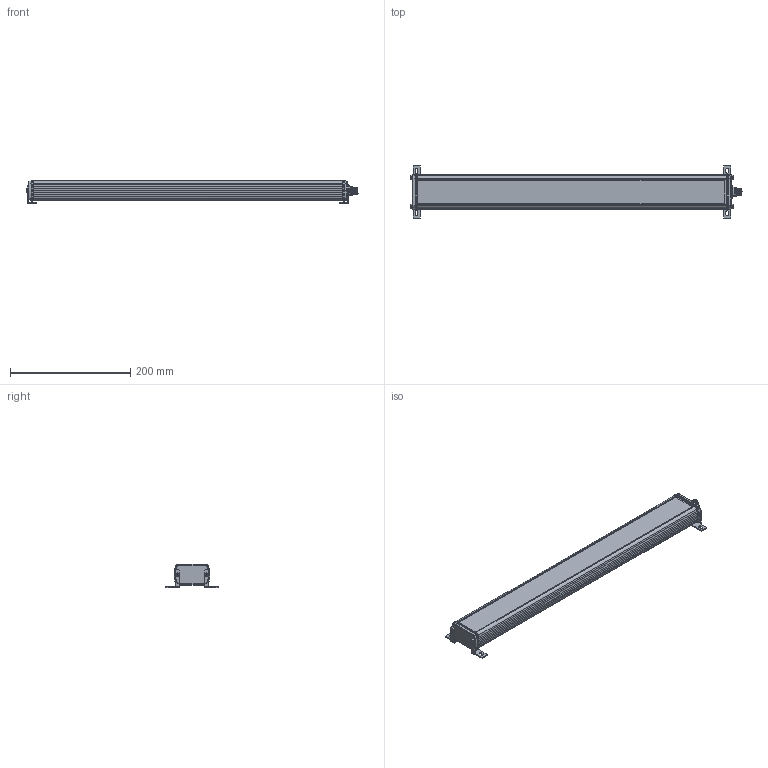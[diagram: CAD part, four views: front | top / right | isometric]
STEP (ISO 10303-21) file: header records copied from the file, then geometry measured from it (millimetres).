
FILE_DESCRIPTION (( 'STEP AP203' ), '1' );
FILE_NAME ('ODC 480-xx QD (No Mounting Bracket).STEP', '2023-02-26T18:43:17', ( '' ), ( '' ), 'SwSTEP 2.0', 'SolidWorks 2017', '' );
FILE_SCHEMA (( 'CONFIG_CONTROL_DESIGN' ));
Length unit declared in the file: millimetre
Products named in the file (1): ODC 480-xx QD (No Mounting Bracket)
Bounding box: 551.11 x 86.5 x 39.32 mm (x, y, z)
Volume: 897614.2 mm3; surface area: 99506.4 mm2
Topology: 1 solids, 1 shells, 485 faces, 1338 edges, 865 vertices
Faces by surface type: cylinder 172, plane 152, bspline 115, cone 46
Entity records: 37214 total; most frequent: CARTESIAN_POINT 25888, ORIENTED_EDGE 2676, DIRECTION 2016, EDGE_CURVE 1338, VERTEX_POINT 865, AXIS2_PLACEMENT_3D 722, VECTOR 572, LINE 572
